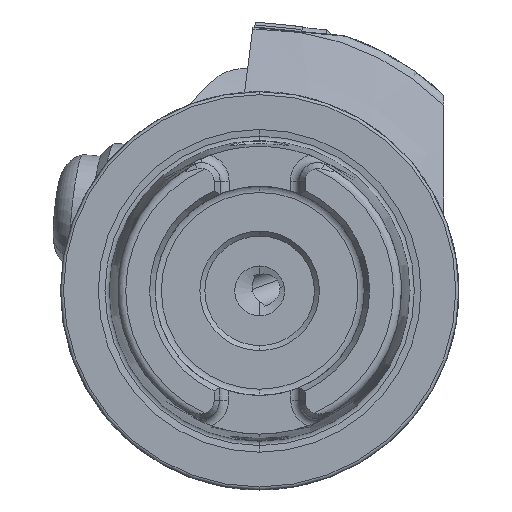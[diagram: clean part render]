
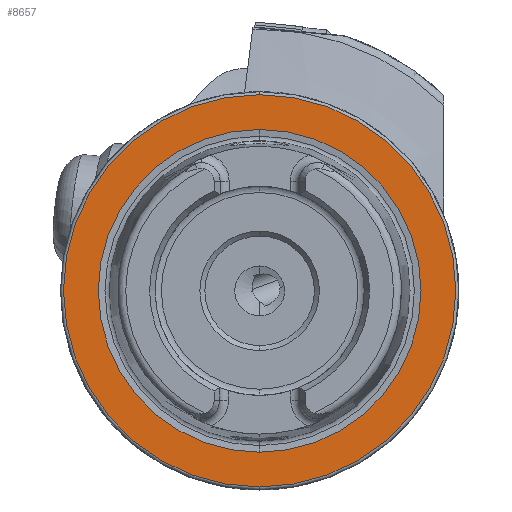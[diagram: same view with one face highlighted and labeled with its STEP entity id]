
A CAD part, left-side view. The second image highlights one B-rep face of the part: STEP entity #8657.
In plain terms, the highlighted planar face has unit normal (-1, 0, 0).
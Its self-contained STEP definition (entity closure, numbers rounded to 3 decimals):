
#476 = AXIS2_PLACEMENT_3D ( 'NONE', #5698, #9619, #2679 ) ;
#645 = VERTEX_POINT ( 'NONE', #14985 ) ;
#993 = CARTESIAN_POINT ( 'NONE',  ( 0., 0., 16.207 ) ) ;
#1234 = AXIS2_PLACEMENT_3D ( 'NONE', #7401, #12979, #14437 ) ;
#1370 = EDGE_CURVE ( 'NONE', #14210, #17478, #4360, .T. ) ;
#2460 = EDGE_CURVE ( 'NONE', #17478, #14210, #10768, .T. ) ;
#2679 = DIRECTION ( 'NONE',  ( 0., 0., 1. ) ) ;
#3211 = DIRECTION ( 'NONE',  ( 0., 0., -1. ) ) ;
#3900 = CARTESIAN_POINT ( 'NONE',  ( 0., 0., -16.207 ) ) ;
#4122 = CARTESIAN_POINT ( 'NONE',  ( 0., 0., 0. ) ) ;
#4360 = CIRCLE ( 'NONE', #8994, 16.207 ) ;
#4548 = EDGE_LOOP ( 'NONE', ( #5256, #9897 ) ) ;
#5256 = ORIENTED_EDGE ( 'NONE', *, *, #2460, .F. ) ;
#5406 = EDGE_CURVE ( 'NONE', #645, #11522, #12288, .T. ) ;
#5698 = CARTESIAN_POINT ( 'NONE',  ( 0., 0., 0. ) ) ;
#6973 = AXIS2_PLACEMENT_3D ( 'NONE', #17159, #14345, #3211 ) ;
#7401 = CARTESIAN_POINT ( 'NONE',  ( 0., 0., 0. ) ) ;
#7750 = PLANE ( 'NONE',  #6973 ) ;
#8286 = DIRECTION ( 'NONE',  ( -1., 0., 0. ) ) ;
#8316 = CIRCLE ( 'NONE', #476, 19.7 ) ;
#8657 = ADVANCED_FACE ( 'NONE', ( #16063, #15972 ), #7750, .F. ) ;
#8994 = AXIS2_PLACEMENT_3D ( 'NONE', #4122, #8286, #12500 ) ;
#9446 = EDGE_CURVE ( 'NONE', #11522, #645, #8316, .T. ) ;
#9619 = DIRECTION ( 'NONE',  ( -1., 0., 0. ) ) ;
#9897 = ORIENTED_EDGE ( 'NONE', *, *, #1370, .F. ) ;
#10768 = CIRCLE ( 'NONE', #14854, 16.207 ) ;
#11522 = VERTEX_POINT ( 'NONE', #14974 ) ;
#12288 = CIRCLE ( 'NONE', #1234, 19.7 ) ;
#12367 = ORIENTED_EDGE ( 'NONE', *, *, #9446, .T. ) ;
#12500 = DIRECTION ( 'NONE',  ( 0., 0., 1. ) ) ;
#12979 = DIRECTION ( 'NONE',  ( -1., 0., 0. ) ) ;
#13052 = DIRECTION ( 'NONE',  ( 0., 0., 1. ) ) ;
#14210 = VERTEX_POINT ( 'NONE', #3900 ) ;
#14345 = DIRECTION ( 'NONE',  ( 1., 0., 0. ) ) ;
#14437 = DIRECTION ( 'NONE',  ( 0., 0., 1. ) ) ;
#14854 = AXIS2_PLACEMENT_3D ( 'NONE', #15870, #15694, #13052 ) ;
#14974 = CARTESIAN_POINT ( 'NONE',  ( 0., 0., -19.7 ) ) ;
#14985 = CARTESIAN_POINT ( 'NONE',  ( 0., 0., 19.7 ) ) ;
#15694 = DIRECTION ( 'NONE',  ( -1., 0., 0. ) ) ;
#15870 = CARTESIAN_POINT ( 'NONE',  ( 0., 0., 0. ) ) ;
#15972 = FACE_OUTER_BOUND ( 'NONE', #17719, .T. ) ;
#16063 = FACE_BOUND ( 'NONE', #4548, .T. ) ;
#16489 = ORIENTED_EDGE ( 'NONE', *, *, #5406, .T. ) ;
#17159 = CARTESIAN_POINT ( 'NONE',  ( 0., 19.7, 0. ) ) ;
#17478 = VERTEX_POINT ( 'NONE', #993 ) ;
#17719 = EDGE_LOOP ( 'NONE', ( #16489, #12367 ) ) ;
